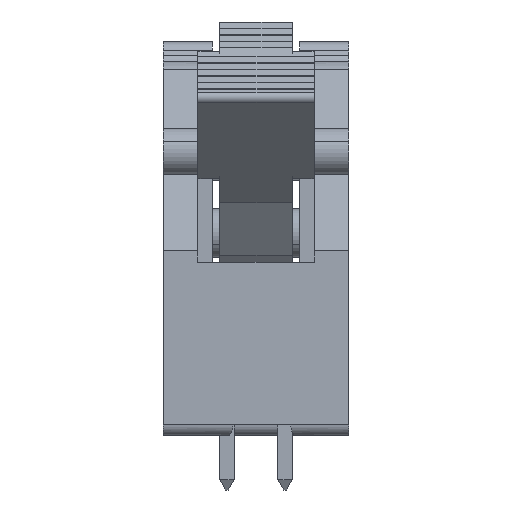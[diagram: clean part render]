
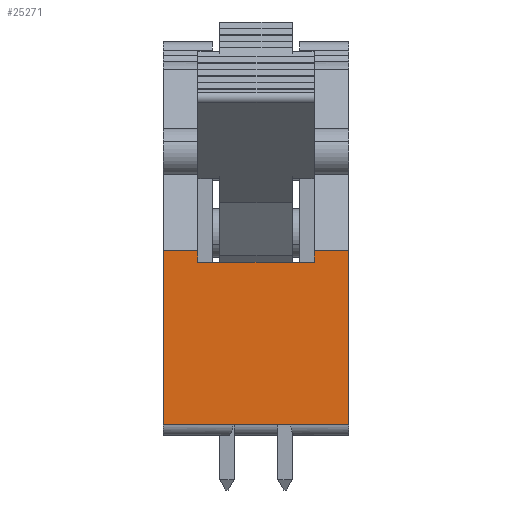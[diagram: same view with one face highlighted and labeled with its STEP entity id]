
A CAD part, left-side view. The second image highlights one B-rep face of the part: STEP entity #25271.
In plain terms, the highlighted planar face has unit normal (-1, 0, 0).
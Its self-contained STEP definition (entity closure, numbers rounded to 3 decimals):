
#996 = VECTOR ( 'NONE', #31122, 1000. ) ;
#1590 = ORIENTED_EDGE ( 'NONE', *, *, #2858, .T. ) ;
#1897 = PLANE ( 'NONE',  #19209 ) ;
#2583 = DIRECTION ( 'NONE',  ( 0., 1., 0. ) ) ;
#2858 = EDGE_CURVE ( 'NONE', #7147, #6015, #24355, .T. ) ;
#2916 = LINE ( 'NONE', #33189, #29938 ) ;
#4611 = EDGE_CURVE ( 'NONE', #10893, #7147, #30793, .T. ) ;
#4810 = CARTESIAN_POINT ( 'NONE',  ( -10.96, -2.794, 7.62 ) ) ;
#5242 = CARTESIAN_POINT ( 'NONE',  ( -10.96, 5.334, 0.508 ) ) ;
#5318 = CARTESIAN_POINT ( 'NONE',  ( -10.96, -1.27, 8.128 ) ) ;
#5373 = DIRECTION ( 'NONE',  ( 0., 0., 1. ) ) ;
#5973 = DIRECTION ( 'NONE',  ( 0., 0., 1. ) ) ;
#5985 = CARTESIAN_POINT ( 'NONE',  ( -10.96, -1.27, 7.62 ) ) ;
#6015 = VERTEX_POINT ( 'NONE', #5318 ) ;
#7004 = ORIENTED_EDGE ( 'NONE', *, *, #29791, .F. ) ;
#7147 = VERTEX_POINT ( 'NONE', #18615 ) ;
#8151 = EDGE_CURVE ( 'NONE', #16869, #20472, #31837, .T. ) ;
#8236 = EDGE_LOOP ( 'NONE', ( #31305, #34778, #19744, #21038, #7004, #28402, #21370, #1590 ) ) ;
#9974 = VECTOR ( 'NONE', #33721, 1000. ) ;
#10893 = VERTEX_POINT ( 'NONE', #18102 ) ;
#11372 = CARTESIAN_POINT ( 'NONE',  ( -10.96, -2.794, 8.128 ) ) ;
#11773 = DIRECTION ( 'NONE',  ( 0., 0., 1. ) ) ;
#11811 = VECTOR ( 'NONE', #23662, 1000. ) ;
#15321 = VERTEX_POINT ( 'NONE', #5985 ) ;
#15435 = CARTESIAN_POINT ( 'NONE',  ( -10.96, 3.81, 7.62 ) ) ;
#16630 = CARTESIAN_POINT ( 'NONE',  ( -10.96, 3.81, 8.128 ) ) ;
#16869 = VERTEX_POINT ( 'NONE', #23945 ) ;
#17409 = FACE_OUTER_BOUND ( 'NONE', #8236, .T. ) ;
#17655 = LINE ( 'NONE', #4810, #11811 ) ;
#17871 = CARTESIAN_POINT ( 'NONE',  ( -10.96, -2.794, 8.128 ) ) ;
#18102 = CARTESIAN_POINT ( 'NONE',  ( -10.96, -2.794, 0.508 ) ) ;
#18300 = CARTESIAN_POINT ( 'NONE',  ( -10.96, -1.27, 8.128 ) ) ;
#18549 = CARTESIAN_POINT ( 'NONE',  ( -10.96, -2.794, 8.128 ) ) ;
#18615 = CARTESIAN_POINT ( 'NONE',  ( -10.96, -2.794, 8.128 ) ) ;
#18969 = EDGE_CURVE ( 'NONE', #16869, #24433, #20663, .T. ) ;
#19209 = AXIS2_PLACEMENT_3D ( 'NONE', #11372, #23613, #11773 ) ;
#19744 = ORIENTED_EDGE ( 'NONE', *, *, #8151, .F. ) ;
#20418 = VECTOR ( 'NONE', #2583, 1000. ) ;
#20472 = VERTEX_POINT ( 'NONE', #15435 ) ;
#20663 = LINE ( 'NONE', #17871, #20418 ) ;
#21038 = ORIENTED_EDGE ( 'NONE', *, *, #18969, .T. ) ;
#21370 = ORIENTED_EDGE ( 'NONE', *, *, #4611, .T. ) ;
#21952 = LINE ( 'NONE', #27724, #996 ) ;
#22010 = EDGE_CURVE ( 'NONE', #10893, #37194, #21952, .T. ) ;
#23469 = VECTOR ( 'NONE', #33107, 1000. ) ;
#23613 = DIRECTION ( 'NONE',  ( -1., 0., 0. ) ) ;
#23662 = DIRECTION ( 'NONE',  ( 0., -1., 0. ) ) ;
#23945 = CARTESIAN_POINT ( 'NONE',  ( -10.96, 3.81, 8.128 ) ) ;
#24114 = LINE ( 'NONE', #18300, #23469 ) ;
#24355 = LINE ( 'NONE', #18549, #9974 ) ;
#24433 = VERTEX_POINT ( 'NONE', #37952 ) ;
#24470 = VECTOR ( 'NONE', #5973, 1000. ) ;
#25271 = ADVANCED_FACE ( 'NONE', ( #17409 ), #1897, .T. ) ;
#27498 = EDGE_CURVE ( 'NONE', #20472, #15321, #17655, .T. ) ;
#27724 = CARTESIAN_POINT ( 'NONE',  ( -10.96, -2.794, 0.508 ) ) ;
#27979 = CARTESIAN_POINT ( 'NONE',  ( -10.96, -2.794, 8.128 ) ) ;
#28402 = ORIENTED_EDGE ( 'NONE', *, *, #22010, .F. ) ;
#28444 = VECTOR ( 'NONE', #34632, 1000. ) ;
#29255 = EDGE_CURVE ( 'NONE', #15321, #6015, #24114, .T. ) ;
#29791 = EDGE_CURVE ( 'NONE', #37194, #24433, #2916, .T. ) ;
#29938 = VECTOR ( 'NONE', #5373, 1000. ) ;
#30793 = LINE ( 'NONE', #27979, #24470 ) ;
#31122 = DIRECTION ( 'NONE',  ( 0., 1., 0. ) ) ;
#31305 = ORIENTED_EDGE ( 'NONE', *, *, #29255, .F. ) ;
#31837 = LINE ( 'NONE', #16630, #28444 ) ;
#33107 = DIRECTION ( 'NONE',  ( 0., 0., 1. ) ) ;
#33189 = CARTESIAN_POINT ( 'NONE',  ( -10.96, 5.334, 8.128 ) ) ;
#33721 = DIRECTION ( 'NONE',  ( 0., 1., 0. ) ) ;
#34632 = DIRECTION ( 'NONE',  ( 0., 0., -1. ) ) ;
#34778 = ORIENTED_EDGE ( 'NONE', *, *, #27498, .F. ) ;
#37194 = VERTEX_POINT ( 'NONE', #5242 ) ;
#37952 = CARTESIAN_POINT ( 'NONE',  ( -10.96, 5.334, 8.128 ) ) ;
